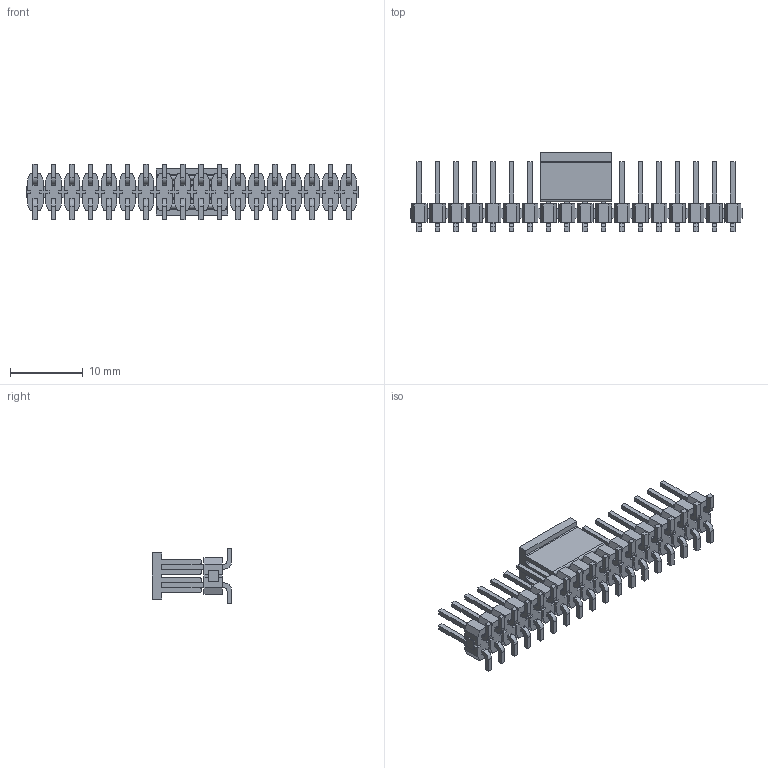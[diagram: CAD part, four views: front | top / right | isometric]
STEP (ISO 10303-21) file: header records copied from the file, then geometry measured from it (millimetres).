
FILE_DESCRIPTION( ( 'STEP AP203' ), '1' );
FILE_NAME( 'TSM-118-01-T-DV-P-TR.stp', '2021-06-21T16:43:16', ( 'License CC BY-ND 4.0' ), ( 'CADENAS' ), ' ', 'PARTsolutions', ' ' );
FILE_SCHEMA( ( 'CONFIG_CONTROL_DESIGN' ) );
Length unit declared in the file: inch
Products named in the file (4): TSM-118-01-T-DV-P-TR; _TSM-118-01-DV_body; _PPP-06-01-18--DV; _T-1S6-16(-01-18-DV)
Assembly tree (3 placements, depth 2):
  TSM-118-01-T-DV-P-TR
    _TSM-118-01-DV_body
    _PPP-06-01-18--DV
    _T-1S6-16(-01-18-DV)
Bounding box: 45.72 x 10.92 x 7.7 mm (x, y, z)
Volume: 837.9 mm3; surface area: 2990.8 mm2
Topology: 3 solids, 3 shells, 1262 faces, 3768 edges, 2512 vertices
Faces by surface type: plane 1174, cylinder 88
Entity records: 41969 total; most frequent: CARTESIAN_POINT 7546, ORIENTED_EDGE 7536, DIRECTION 6476, EDGE_CURVE 3768, LINE 3592, VECTOR 3592, VERTEX_POINT 2512, AXIS2_PLACEMENT_3D 1442
